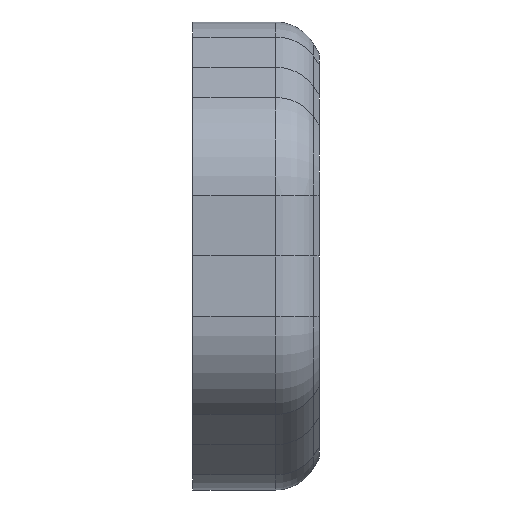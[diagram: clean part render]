
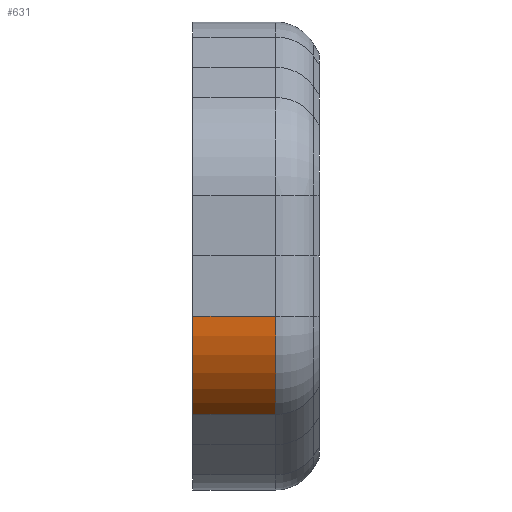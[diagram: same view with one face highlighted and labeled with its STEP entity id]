
A CAD part, left-side view. The second image highlights one B-rep face of the part: STEP entity #631.
In plain terms, the highlighted cylindrical face has radius 5.2 mm (diameter 10.4 mm), a partial arc.
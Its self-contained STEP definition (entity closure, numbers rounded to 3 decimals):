
#90 = AXIS2_PLACEMENT_3D ( 'NONE', #3407, #408, #1490 ) ;
#118 = CARTESIAN_POINT ( 'NONE',  ( -7.4, 2., -7.275 ) ) ;
#202 = VECTOR ( 'NONE', #1102, 1000. ) ;
#293 = CARTESIAN_POINT ( 'NONE',  ( -10., 2., -2.771 ) ) ;
#408 = DIRECTION ( 'NONE',  ( 0., 1., 0. ) ) ;
#476 = ORIENTED_EDGE ( 'NONE', *, *, #1005, .T. ) ;
#591 = DIRECTION ( 'NONE',  ( 0., 1., 0. ) ) ;
#631 = ADVANCED_FACE ( 'NONE', ( #676 ), #2856, .T. ) ;
#676 = FACE_OUTER_BOUND ( 'NONE', #1071, .T. ) ;
#746 = CIRCLE ( 'NONE', #2918, 5.2 ) ;
#840 = CARTESIAN_POINT ( 'NONE',  ( -7.4, 5.8, -7.275 ) ) ;
#844 = VERTEX_POINT ( 'NONE', #293 ) ;
#856 = LINE ( 'NONE', #840, #202 ) ;
#869 = AXIS2_PLACEMENT_3D ( 'NONE', #2681, #2383, #2934 ) ;
#1005 = EDGE_CURVE ( 'NONE', #844, #1661, #1485, .T. ) ;
#1055 = ORIENTED_EDGE ( 'NONE', *, *, #1479, .F. ) ;
#1071 = EDGE_LOOP ( 'NONE', ( #476, #2848, #1055, #2760 ) ) ;
#1102 = DIRECTION ( 'NONE',  ( 0., 1., 0. ) ) ;
#1175 = DIRECTION ( 'NONE',  ( 0., 1., 0. ) ) ;
#1479 = EDGE_CURVE ( 'NONE', #3124, #2217, #856, .T. ) ;
#1485 = LINE ( 'NONE', #2029, #3500 ) ;
#1490 = DIRECTION ( 'NONE',  ( 0., 0., 1. ) ) ;
#1661 = VERTEX_POINT ( 'NONE', #2056 ) ;
#2029 = CARTESIAN_POINT ( 'NONE',  ( -10., 5.8, -2.771 ) ) ;
#2056 = CARTESIAN_POINT ( 'NONE',  ( -10., 5.8, -2.771 ) ) ;
#2217 = VERTEX_POINT ( 'NONE', #2965 ) ;
#2303 = CIRCLE ( 'NONE', #869, 5.2 ) ;
#2320 = EDGE_CURVE ( 'NONE', #2217, #1661, #746, .T. ) ;
#2383 = DIRECTION ( 'NONE',  ( 0., 1., 0. ) ) ;
#2681 = CARTESIAN_POINT ( 'NONE',  ( -4.8, 2., -2.771 ) ) ;
#2731 = DIRECTION ( 'NONE',  ( -0.5, 0., -0.866 ) ) ;
#2760 = ORIENTED_EDGE ( 'NONE', *, *, #3185, .T. ) ;
#2848 = ORIENTED_EDGE ( 'NONE', *, *, #2320, .F. ) ;
#2856 = CYLINDRICAL_SURFACE ( 'NONE', #90, 5.2 ) ;
#2918 = AXIS2_PLACEMENT_3D ( 'NONE', #3250, #591, #2731 ) ;
#2934 = DIRECTION ( 'NONE',  ( -0.5, 0., -0.866 ) ) ;
#2965 = CARTESIAN_POINT ( 'NONE',  ( -7.4, 5.8, -7.275 ) ) ;
#3124 = VERTEX_POINT ( 'NONE', #118 ) ;
#3185 = EDGE_CURVE ( 'NONE', #3124, #844, #2303, .T. ) ;
#3250 = CARTESIAN_POINT ( 'NONE',  ( -4.8, 5.8, -2.771 ) ) ;
#3407 = CARTESIAN_POINT ( 'NONE',  ( -4.8, 0., -2.771 ) ) ;
#3500 = VECTOR ( 'NONE', #1175, 1000. ) ;
